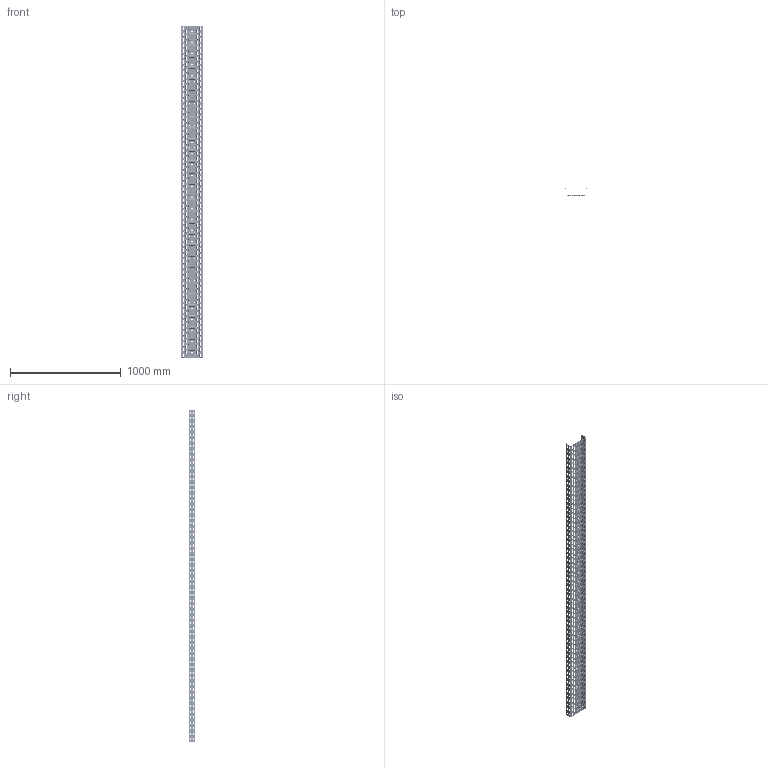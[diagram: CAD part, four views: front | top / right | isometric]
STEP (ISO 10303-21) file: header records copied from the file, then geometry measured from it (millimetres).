
FILE_DESCRIPTION (( 'STEP AP214' ), '1' );
FILE_NAME ('6048914.stp', '2018-10-02T11:31:14', ( '' ), ( '' ), 'SwSTEP 2.0', 'SolidWorks 2018', '' );
FILE_SCHEMA (( 'AUTOMOTIVE_DESIGN' ));
Products named in the file (1): 6048914
Bounding box: 200 x 62.09 x 3000 mm (x, y, z)
Volume: 714154.3 mm3; surface area: 2010296.4 mm2
Topology: 1 solids, 1 shells, 6000 faces, 16190 edges, 10788 vertices
Faces by surface type: plane 2774, cone 1668, cylinder 1558
Entity records: 192744 total; most frequent: DIRECTION 34644, CARTESIAN_POINT 32979, ORIENTED_EDGE 32380, EDGE_CURVE 16190, AXIS2_PLACEMENT_3D 12453, VERTEX_POINT 10788, VECTOR 9738, LINE 9738
